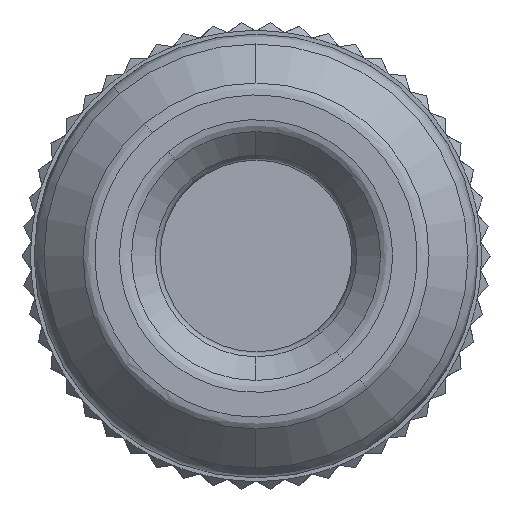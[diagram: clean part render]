
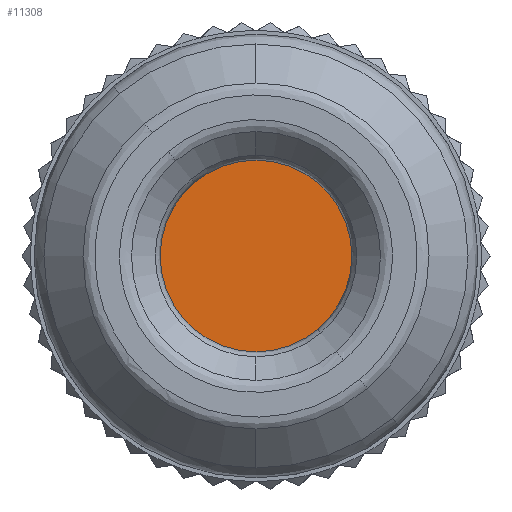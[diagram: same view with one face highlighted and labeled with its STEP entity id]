
A CAD part, front view. The second image highlights one B-rep face of the part: STEP entity #11308.
In plain terms, the highlighted planar face has unit normal (0, -1, 0).
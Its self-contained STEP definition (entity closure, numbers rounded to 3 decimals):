
#271 = CARTESIAN_POINT ( 'NONE',  ( 0., -30., 0. ) ) ;
#586 = VERTEX_POINT ( 'NONE', #952 ) ;
#952 = CARTESIAN_POINT ( 'NONE',  ( 0., -30., 2.85 ) ) ;
#1926 = DIRECTION ( 'NONE',  ( 0., 0., 1. ) ) ;
#3642 = CARTESIAN_POINT ( 'NONE',  ( 0., -30., 0. ) ) ;
#5243 = PLANE ( 'NONE',  #17693 ) ;
#5305 = DIRECTION ( 'NONE',  ( 0., -1., 0. ) ) ;
#5940 = ORIENTED_EDGE ( 'NONE', *, *, #7647, .T. ) ;
#7517 = EDGE_CURVE ( 'NONE', #17968, #586, #10386, .T. ) ;
#7647 = EDGE_CURVE ( 'NONE', #586, #17968, #8322, .T. ) ;
#8322 = CIRCLE ( 'NONE', #12489, 2.85 ) ;
#8997 = CARTESIAN_POINT ( 'NONE',  ( 0., -30., 0. ) ) ;
#10386 = CIRCLE ( 'NONE', #19515, 2.85 ) ;
#10667 = DIRECTION ( 'NONE',  ( 0., 0., 1. ) ) ;
#11308 = ADVANCED_FACE ( 'NONE', ( #13941 ), #5243, .T. ) ;
#11833 = DIRECTION ( 'NONE',  ( 0., -1., 0. ) ) ;
#12489 = AXIS2_PLACEMENT_3D ( 'NONE', #8997, #20503, #10667 ) ;
#13941 = FACE_OUTER_BOUND ( 'NONE', #19627, .T. ) ;
#16014 = ORIENTED_EDGE ( 'NONE', *, *, #7517, .T. ) ;
#16903 = DIRECTION ( 'NONE',  ( 0., 0., -1. ) ) ;
#17613 = CARTESIAN_POINT ( 'NONE',  ( 0., -30., -2.85 ) ) ;
#17693 = AXIS2_PLACEMENT_3D ( 'NONE', #3642, #5305, #16903 ) ;
#17968 = VERTEX_POINT ( 'NONE', #17613 ) ;
#19515 = AXIS2_PLACEMENT_3D ( 'NONE', #271, #11833, #1926 ) ;
#19627 = EDGE_LOOP ( 'NONE', ( #5940, #16014 ) ) ;
#20503 = DIRECTION ( 'NONE',  ( 0., -1., 0. ) ) ;
